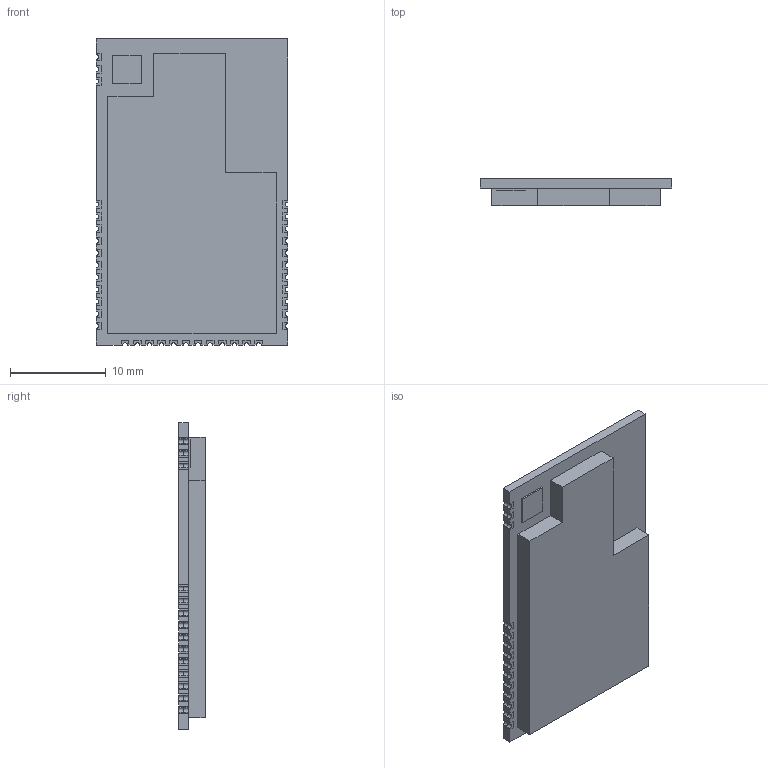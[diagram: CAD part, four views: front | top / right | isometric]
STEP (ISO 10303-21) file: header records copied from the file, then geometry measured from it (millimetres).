
FILE_DESCRIPTION (( 'STEP AP214' ), '1' );
FILE_NAME ('CDEBYTE E79-900DM2005S.STEP', '2021-08-15T03:42:26', ( '' ), ( '' ), 'SwSTEP 2.0', 'SolidWorks 2021', '' );
FILE_SCHEMA (( 'AUTOMOTIVE_DESIGN' ));
Length unit declared in the file: millimetre
Products named in the file (1): CDEBYTE E79-900DM2005S
Bounding box: 20 x 2.77 x 32 mm (x, y, z)
Volume: 1395.4 mm3; surface area: 1764.5 mm2
Topology: 75 solids, 75 shells, 846 faces, 2082 edges, 1388 vertices
Faces by surface type: plane 760, cylinder 86
Entity records: 33922 total; most frequent: CARTESIAN_POINT 4317, ORIENTED_EDGE 4164, DIRECTION 3948, EDGE_CURVE 2082, LINE 1910, VECTOR 1910, VERTEX_POINT 1388, AXIS2_PLACEMENT_3D 1019
